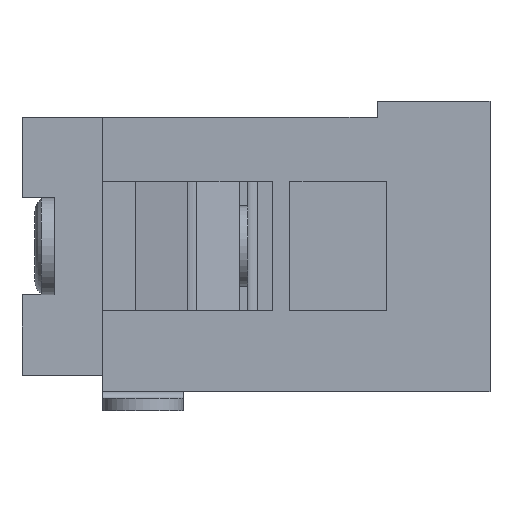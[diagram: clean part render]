
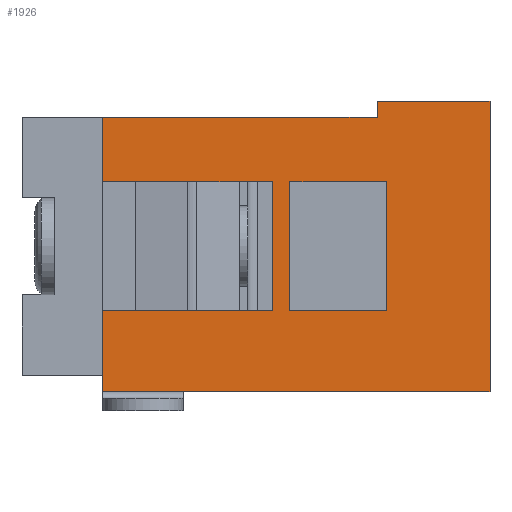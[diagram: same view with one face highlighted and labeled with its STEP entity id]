
A CAD part, front view. The second image highlights one B-rep face of the part: STEP entity #1926.
In plain terms, the highlighted planar face has unit normal (0, -1, 0).
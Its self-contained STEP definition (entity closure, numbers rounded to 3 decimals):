
#10 = CARTESIAN_POINT ( 'NONE',  ( -6., -5.5, 2. ) ) ;
#74 = VERTEX_POINT ( 'NONE', #5809 ) ;
#165 = CARTESIAN_POINT ( 'NONE',  ( -6., -5.5, 4.5 ) ) ;
#271 = CARTESIAN_POINT ( 'NONE',  ( -0.2, -5.5, 2. ) ) ;
#278 = VECTOR ( 'NONE', #4852, 1000. ) ;
#300 = CARTESIAN_POINT ( 'NONE',  ( 2.5, -5.5, 4. ) ) ;
#432 = EDGE_CURVE ( 'NONE', #794, #4706, #3064, .T. ) ;
#717 = EDGE_CURVE ( 'NONE', #5656, #74, #3507, .T. ) ;
#761 = EDGE_CURVE ( 'NONE', #5254, #5656, #2975, .T. ) ;
#766 = ORIENTED_EDGE ( 'NONE', *, *, #2031, .F. ) ;
#794 = VERTEX_POINT ( 'NONE', #4112 ) ;
#809 = CARTESIAN_POINT ( 'NONE',  ( 6., -5.5, 4.5 ) ) ;
#840 = LINE ( 'NONE', #165, #5053 ) ;
#842 = VERTEX_POINT ( 'NONE', #2368 ) ;
#884 = DIRECTION ( 'NONE',  ( 0., 1., 0. ) ) ;
#890 = VERTEX_POINT ( 'NONE', #4174 ) ;
#958 = VERTEX_POINT ( 'NONE', #1401 ) ;
#1116 = FACE_OUTER_BOUND ( 'NONE', #3929, .T. ) ;
#1181 = EDGE_CURVE ( 'NONE', #3577, #842, #4421, .T. ) ;
#1254 = EDGE_CURVE ( 'NONE', #2282, #2842, #840, .T. ) ;
#1346 = PLANE ( 'NONE',  #3903 ) ;
#1399 = LINE ( 'NONE', #1836, #6026 ) ;
#1401 = CARTESIAN_POINT ( 'NONE',  ( -0.75, -5.5, -2. ) ) ;
#1408 = CARTESIAN_POINT ( 'NONE',  ( 2.5, -5.5, 4. ) ) ;
#1515 = DIRECTION ( 'NONE',  ( 0., 0., -1. ) ) ;
#1539 = EDGE_CURVE ( 'NONE', #5077, #3504, #1399, .T. ) ;
#1542 = ORIENTED_EDGE ( 'NONE', *, *, #761, .F. ) ;
#1797 = DIRECTION ( 'NONE',  ( 0., 0., -1. ) ) ;
#1834 = CARTESIAN_POINT ( 'NONE',  ( -0.2, -5.5, 2. ) ) ;
#1836 = CARTESIAN_POINT ( 'NONE',  ( 2.5, -5.5, 4. ) ) ;
#1909 = ORIENTED_EDGE ( 'NONE', *, *, #2424, .T. ) ;
#1926 = ADVANCED_FACE ( 'NONE', ( #2390, #1116 ), #1346, .F. ) ;
#1930 = VECTOR ( 'NONE', #4701, 1000. ) ;
#1970 = ORIENTED_EDGE ( 'NONE', *, *, #6018, .T. ) ;
#1985 = EDGE_LOOP ( 'NONE', ( #5301, #4937, #2996, #2926 ) ) ;
#1991 = VECTOR ( 'NONE', #1515, 1000. ) ;
#2031 = EDGE_CURVE ( 'NONE', #5077, #5254, #3183, .T. ) ;
#2079 = LINE ( 'NONE', #1834, #4659 ) ;
#2108 = EDGE_CURVE ( 'NONE', #890, #3577, #2160, .T. ) ;
#2118 = CARTESIAN_POINT ( 'NONE',  ( -6., -5.5, -4.5 ) ) ;
#2160 = LINE ( 'NONE', #2937, #4805 ) ;
#2190 = LINE ( 'NONE', #5855, #4338 ) ;
#2201 = VECTOR ( 'NONE', #1797, 1000. ) ;
#2224 = CARTESIAN_POINT ( 'NONE',  ( -6., -5.5, 4.5 ) ) ;
#2264 = DIRECTION ( 'NONE',  ( 1., 0., 0. ) ) ;
#2271 = VECTOR ( 'NONE', #4373, 1000. ) ;
#2282 = VERTEX_POINT ( 'NONE', #4465 ) ;
#2368 = CARTESIAN_POINT ( 'NONE',  ( 2.8, -5.5, 2. ) ) ;
#2390 = FACE_BOUND ( 'NONE', #1985, .T. ) ;
#2424 = EDGE_CURVE ( 'NONE', #2842, #74, #2537, .T. ) ;
#2428 = CARTESIAN_POINT ( 'NONE',  ( 2.5, -5.5, 4.5 ) ) ;
#2536 = EDGE_CURVE ( 'NONE', #842, #4157, #2079, .T. ) ;
#2537 = LINE ( 'NONE', #2118, #278 ) ;
#2610 = EDGE_CURVE ( 'NONE', #794, #958, #3445, .T. ) ;
#2842 = VERTEX_POINT ( 'NONE', #5412 ) ;
#2886 = EDGE_CURVE ( 'NONE', #4157, #890, #2190, .T. ) ;
#2926 = ORIENTED_EDGE ( 'NONE', *, *, #2536, .F. ) ;
#2937 = CARTESIAN_POINT ( 'NONE',  ( -0.2, -5.5, -2. ) ) ;
#2955 = CARTESIAN_POINT ( 'NONE',  ( 2.8, -5.5, 2. ) ) ;
#2975 = LINE ( 'NONE', #2224, #3273 ) ;
#2996 = ORIENTED_EDGE ( 'NONE', *, *, #2886, .F. ) ;
#3064 = LINE ( 'NONE', #10, #5420 ) ;
#3183 = LINE ( 'NONE', #1408, #1930 ) ;
#3200 = VECTOR ( 'NONE', #3675, 1000. ) ;
#3261 = VECTOR ( 'NONE', #5246, 1000. ) ;
#3273 = VECTOR ( 'NONE', #2264, 1000. ) ;
#3445 = LINE ( 'NONE', #4165, #2201 ) ;
#3504 = VERTEX_POINT ( 'NONE', #4202 ) ;
#3507 = LINE ( 'NONE', #809, #3200 ) ;
#3577 = VERTEX_POINT ( 'NONE', #3877 ) ;
#3675 = DIRECTION ( 'NONE',  ( 0., 0., -1. ) ) ;
#3728 = DIRECTION ( 'NONE',  ( -1., 0., 0. ) ) ;
#3742 = CARTESIAN_POINT ( 'NONE',  ( -6., -5.5, 4.5 ) ) ;
#3749 = ORIENTED_EDGE ( 'NONE', *, *, #1539, .T. ) ;
#3877 = CARTESIAN_POINT ( 'NONE',  ( 2.8, -5.5, -2. ) ) ;
#3903 = AXIS2_PLACEMENT_3D ( 'NONE', #3742, #884, #4160 ) ;
#3926 = CARTESIAN_POINT ( 'NONE',  ( -6., -5.5, 4.5 ) ) ;
#3929 = EDGE_LOOP ( 'NONE', ( #5097, #1970, #4505, #1909, #4650, #1542, #766, #3749, #5473, #4252 ) ) ;
#4112 = CARTESIAN_POINT ( 'NONE',  ( -0.75, -5.5, 2. ) ) ;
#4157 = VERTEX_POINT ( 'NONE', #271 ) ;
#4160 = DIRECTION ( 'NONE',  ( 0., 0., 1. ) ) ;
#4165 = CARTESIAN_POINT ( 'NONE',  ( -0.75, -5.5, 4.5 ) ) ;
#4174 = CARTESIAN_POINT ( 'NONE',  ( -0.2, -5.5, -2. ) ) ;
#4202 = CARTESIAN_POINT ( 'NONE',  ( -6., -5.5, 4. ) ) ;
#4252 = ORIENTED_EDGE ( 'NONE', *, *, #432, .F. ) ;
#4338 = VECTOR ( 'NONE', #4512, 1000. ) ;
#4373 = DIRECTION ( 'NONE',  ( 0., 0., 1. ) ) ;
#4421 = LINE ( 'NONE', #2955, #2271 ) ;
#4436 = DIRECTION ( 'NONE',  ( 0., 0., -1. ) ) ;
#4465 = CARTESIAN_POINT ( 'NONE',  ( -6., -5.5, -2. ) ) ;
#4505 = ORIENTED_EDGE ( 'NONE', *, *, #1254, .T. ) ;
#4512 = DIRECTION ( 'NONE',  ( 0., 0., -1. ) ) ;
#4650 = ORIENTED_EDGE ( 'NONE', *, *, #717, .F. ) ;
#4659 = VECTOR ( 'NONE', #3728, 1000. ) ;
#4701 = DIRECTION ( 'NONE',  ( 0., 0., 1. ) ) ;
#4706 = VERTEX_POINT ( 'NONE', #5907 ) ;
#4740 = DIRECTION ( 'NONE',  ( -1., 0., 0. ) ) ;
#4745 = EDGE_CURVE ( 'NONE', #3504, #4706, #4786, .T. ) ;
#4786 = LINE ( 'NONE', #3926, #1991 ) ;
#4797 = CARTESIAN_POINT ( 'NONE',  ( -6., -5.5, -2. ) ) ;
#4805 = VECTOR ( 'NONE', #5705, 1000. ) ;
#4852 = DIRECTION ( 'NONE',  ( 1., 0., 0. ) ) ;
#4937 = ORIENTED_EDGE ( 'NONE', *, *, #2108, .F. ) ;
#5040 = CARTESIAN_POINT ( 'NONE',  ( 6., -5.5, 4.5 ) ) ;
#5053 = VECTOR ( 'NONE', #4436, 1000. ) ;
#5077 = VERTEX_POINT ( 'NONE', #300 ) ;
#5097 = ORIENTED_EDGE ( 'NONE', *, *, #2610, .T. ) ;
#5167 = LINE ( 'NONE', #4797, #3261 ) ;
#5246 = DIRECTION ( 'NONE',  ( -1., 0., 0. ) ) ;
#5254 = VERTEX_POINT ( 'NONE', #2428 ) ;
#5301 = ORIENTED_EDGE ( 'NONE', *, *, #1181, .F. ) ;
#5412 = CARTESIAN_POINT ( 'NONE',  ( -6., -5.5, -4.5 ) ) ;
#5420 = VECTOR ( 'NONE', #4740, 1000. ) ;
#5473 = ORIENTED_EDGE ( 'NONE', *, *, #4745, .T. ) ;
#5649 = DIRECTION ( 'NONE',  ( -1., 0., 0. ) ) ;
#5656 = VERTEX_POINT ( 'NONE', #5040 ) ;
#5705 = DIRECTION ( 'NONE',  ( 1., 0., 0. ) ) ;
#5809 = CARTESIAN_POINT ( 'NONE',  ( 6., -5.5, -4.5 ) ) ;
#5855 = CARTESIAN_POINT ( 'NONE',  ( -0.2, -5.5, 2. ) ) ;
#5907 = CARTESIAN_POINT ( 'NONE',  ( -6., -5.5, 2. ) ) ;
#6018 = EDGE_CURVE ( 'NONE', #958, #2282, #5167, .T. ) ;
#6026 = VECTOR ( 'NONE', #5649, 1000. ) ;
